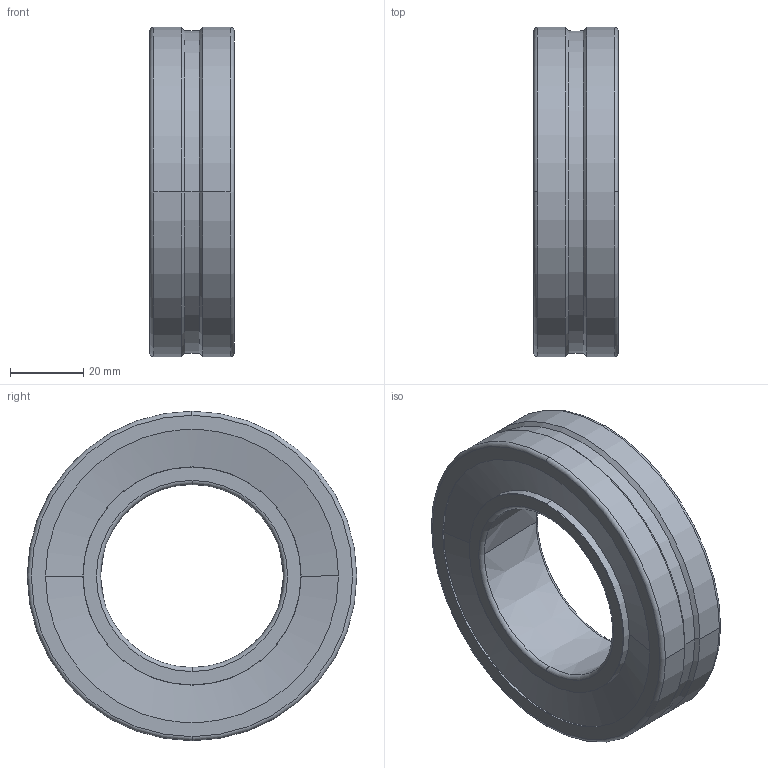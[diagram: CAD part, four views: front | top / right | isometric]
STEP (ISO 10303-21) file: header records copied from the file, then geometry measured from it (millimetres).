
FILE_DESCRIPTION(('STEP AP242'),'1');
FILE_NAME('snr_22210eakw33_0.stp','2024-11-05T09:08:45',('TraceParts'),('TraceParts S.A.'),'Spatial InterOp 3D',' ',' ');
FILE_SCHEMA(('AP242_MANAGED_MODEL_BASED_3D_ENGINEERING_MIM_LF {1 0 10303 442 1 1 4}'));
Length unit declared in the file: millimetre
Products named in the file (1): snr_22210eakw33_0_1
Bounding box: 23 x 90 x 90 mm (x, y, z)
Volume: 85064 mm3; surface area: 41967.5 mm2
Topology: 4 solids, 4 shells, 54 faces, 152 edges, 97 vertices
Faces by surface type: torus 20, cone 14, cylinder 10, sphere 6, plane 4
Entity records: 1902 total; most frequent: DIRECTION 383, CARTESIAN_POINT 370, ORIENTED_EDGE 296, AXIS2_PLACEMENT_3D 180, EDGE_CURVE 148, CIRCLE 122, VERTEX_POINT 97, EDGE_LOOP 59
